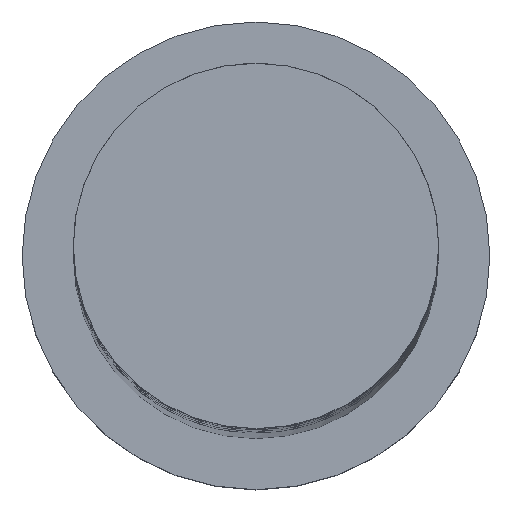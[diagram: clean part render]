
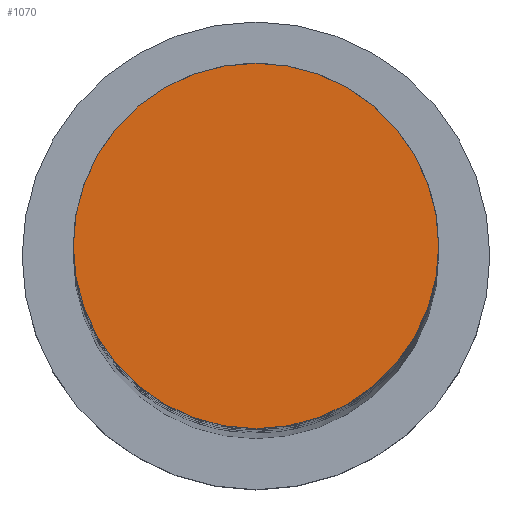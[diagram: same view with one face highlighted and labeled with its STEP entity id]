
A CAD part, top view. The second image highlights one B-rep face of the part: STEP entity #1070.
In plain terms, the highlighted planar face has unit normal (0, 0, 1).
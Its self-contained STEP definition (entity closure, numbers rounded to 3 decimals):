
#86 = AXIS2_PLACEMENT_3D ( 'NONE', #779, #1213, #1843 ) ;
#130 = PLANE ( 'NONE',  #86 ) ;
#345 = CIRCLE ( 'NONE', #1162, 12.5 ) ;
#381 = AXIS2_PLACEMENT_3D ( 'NONE', #1977, #625, #1085 ) ;
#393 = VERTEX_POINT ( 'NONE', #791 ) ;
#625 = DIRECTION ( 'NONE',  ( 0., 0., 1. ) ) ;
#660 = EDGE_CURVE ( 'NONE', #1117, #393, #345, .T. ) ;
#701 = DIRECTION ( 'NONE',  ( 1., 0., 0. ) ) ;
#711 = DIRECTION ( 'NONE',  ( 0., 0., 1. ) ) ;
#779 = CARTESIAN_POINT ( 'NONE',  ( 0., 0., 400. ) ) ;
#791 = CARTESIAN_POINT ( 'NONE',  ( -12.5, 0., 400. ) ) ;
#1029 = CARTESIAN_POINT ( 'NONE',  ( 0., 0., 400. ) ) ;
#1036 = ORIENTED_EDGE ( 'NONE', *, *, #660, .T. ) ;
#1045 = EDGE_CURVE ( 'NONE', #393, #1117, #1835, .T. ) ;
#1070 = ADVANCED_FACE ( 'NONE', ( #1833 ), #130, .T. ) ;
#1085 = DIRECTION ( 'NONE',  ( 1., 0., 0. ) ) ;
#1112 = ORIENTED_EDGE ( 'NONE', *, *, #1045, .T. ) ;
#1117 = VERTEX_POINT ( 'NONE', #1549 ) ;
#1162 = AXIS2_PLACEMENT_3D ( 'NONE', #1029, #711, #701 ) ;
#1213 = DIRECTION ( 'NONE',  ( 0., 0., 1. ) ) ;
#1519 = EDGE_LOOP ( 'NONE', ( #1112, #1036 ) ) ;
#1549 = CARTESIAN_POINT ( 'NONE',  ( 12.5, 0., 400. ) ) ;
#1833 = FACE_OUTER_BOUND ( 'NONE', #1519, .T. ) ;
#1835 = CIRCLE ( 'NONE', #381, 12.5 ) ;
#1843 = DIRECTION ( 'NONE',  ( 1., 0., 0. ) ) ;
#1977 = CARTESIAN_POINT ( 'NONE',  ( 0., 0., 400. ) ) ;
